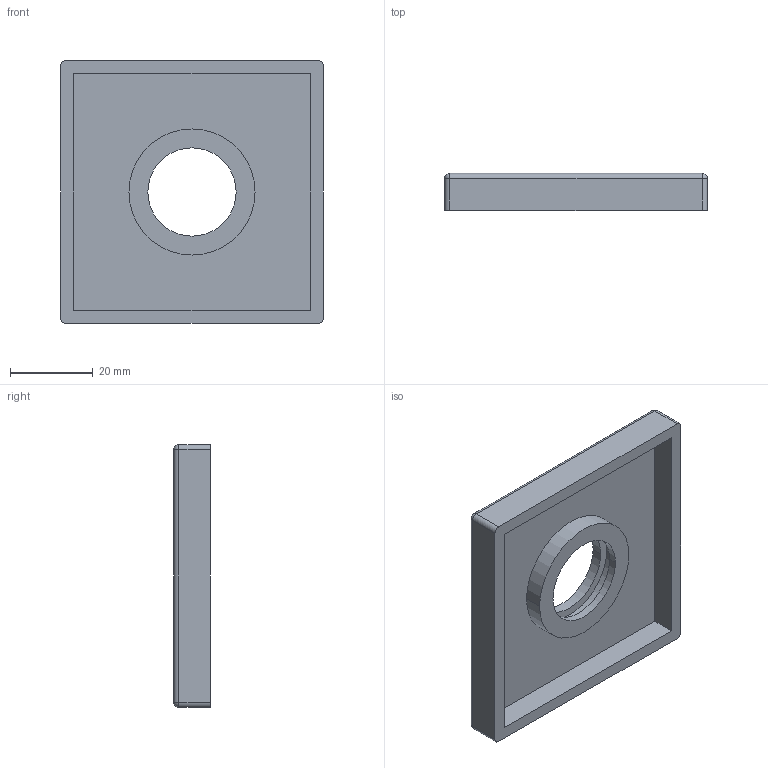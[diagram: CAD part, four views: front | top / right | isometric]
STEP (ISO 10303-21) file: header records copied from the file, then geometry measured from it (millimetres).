
FILE_DESCRIPTION((''),'2;1');
FILE_NAME('11556','2015-07-30T',('rsmith'),(''),'PRO/ENGINEER BY PARAMETRIC TECHNOLOGY CORPORATION, 2013150','PRO/ENGINEER BY PARAMETRIC TECHNOLOGY CORPORATION, 2013150','');
FILE_SCHEMA(('CONFIG_CONTROL_DESIGN'));
Length unit declared in the file: inch
Products named in the file (1): 11556
Bounding box: 63.5 x 8.89 x 63.5 mm (x, y, z)
Volume: 17146.2 mm3; surface area: 17801.5 mm2
Topology: 1 solids, 2 shells, 51 faces, 110 edges, 66 vertices
Faces by surface type: cylinder 24, plane 19, sphere 8
Entity records: 1422 total; most frequent: DIRECTION 264, CARTESIAN_POINT 228, ORIENTED_EDGE 210, EDGE_CURVE 110, AXIS2_PLACEMENT_3D 102, VERTEX_POINT 66, VECTOR 60, LINE 60
